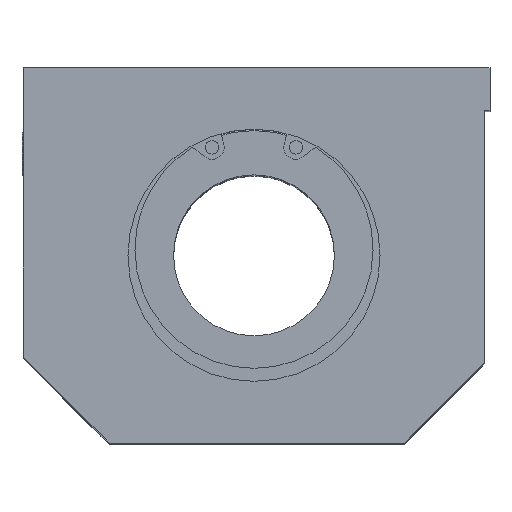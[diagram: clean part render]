
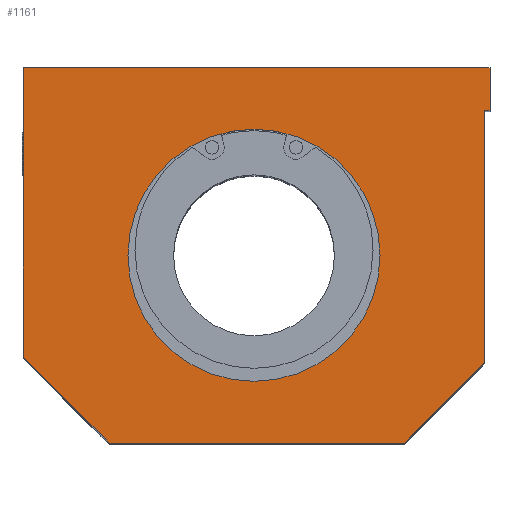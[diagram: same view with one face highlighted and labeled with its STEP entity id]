
A CAD part, top view. The second image highlights one B-rep face of the part: STEP entity #1161.
In plain terms, the highlighted planar face has unit normal (0, 0, 1).
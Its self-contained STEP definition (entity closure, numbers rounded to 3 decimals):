
#65=FACE_BOUND('',#447,.T.);
#104=PLANE('',#1361);
#119=LINE('',#1830,#203);
#124=LINE('',#1839,#208);
#156=LINE('',#2027,#240);
#161=LINE('',#2036,#245);
#166=LINE('',#2047,#250);
#168=LINE('',#2050,#252);
#175=LINE('',#2061,#259);
#176=LINE('',#2064,#260);
#203=VECTOR('',#1453,10.);
#208=VECTOR('',#1460,10.);
#240=VECTOR('',#1616,10.);
#245=VECTOR('',#1623,10.);
#250=VECTOR('',#1632,10.);
#252=VECTOR('',#1636,10.);
#259=VECTOR('',#1649,10.);
#260=VECTOR('',#1654,10.);
#358=FACE_OUTER_BOUND('',#446,.T.);
#446=EDGE_LOOP('',(#996,#997,#998,#999,#1000,#1001,#1002,#1003));
#447=EDGE_LOOP('',(#1004));
#502=CIRCLE('',#1314,23.5);
#554=VERTEX_POINT('',#1827);
#555=VERTEX_POINT('',#1829);
#558=VERTEX_POINT('',#1837);
#573=VERTEX_POINT('',#1930);
#605=VERTEX_POINT('',#2024);
#606=VERTEX_POINT('',#2026);
#609=VERTEX_POINT('',#2034);
#612=VERTEX_POINT('',#2044);
#613=VERTEX_POINT('',#2046);
#659=EDGE_CURVE('',#555,#554,#119,.T.);
#664=EDGE_CURVE('',#554,#558,#124,.T.);
#685=EDGE_CURVE('',#573,#573,#502,.T.);
#730=EDGE_CURVE('',#605,#606,#156,.T.);
#735=EDGE_CURVE('',#609,#605,#161,.T.);
#740=EDGE_CURVE('',#612,#613,#166,.T.);
#742=EDGE_CURVE('',#555,#612,#168,.T.);
#749=EDGE_CURVE('',#613,#609,#175,.T.);
#750=EDGE_CURVE('',#606,#558,#176,.T.);
#996=ORIENTED_EDGE('',*,*,#750,.F.);
#997=ORIENTED_EDGE('',*,*,#730,.F.);
#998=ORIENTED_EDGE('',*,*,#735,.F.);
#999=ORIENTED_EDGE('',*,*,#749,.F.);
#1000=ORIENTED_EDGE('',*,*,#740,.F.);
#1001=ORIENTED_EDGE('',*,*,#742,.F.);
#1002=ORIENTED_EDGE('',*,*,#659,.T.);
#1003=ORIENTED_EDGE('',*,*,#664,.T.);
#1004=ORIENTED_EDGE('',*,*,#685,.T.);
#1161=ADVANCED_FACE('',(#358,#65),#104,.T.);
#1314=AXIS2_PLACEMENT_3D('',#1931,#1515,#1516);
#1361=AXIS2_PLACEMENT_3D('',#2065,#1655,#1656);
#1453=DIRECTION('',(1.,0.,0.));
#1460=DIRECTION('',(0.,1.,0.));
#1515=DIRECTION('center_axis',(0.,0.,-1.));
#1516=DIRECTION('ref_axis',(1.,0.,0.));
#1616=DIRECTION('',(0.,1.,0.));
#1623=DIRECTION('',(-0.707,0.707,0.));
#1632=DIRECTION('',(-0.707,-0.707,0.));
#1636=DIRECTION('',(0.,-1.,0.));
#1649=DIRECTION('',(-1.,0.,0.));
#1654=DIRECTION('',(1.,0.,0.));
#1655=DIRECTION('center_axis',(0.,0.,1.));
#1656=DIRECTION('ref_axis',(1.,0.,0.));
#1827=CARTESIAN_POINT('',(44.,27.,76.));
#1829=CARTESIAN_POINT('',(43.,27.,76.));
#1830=CARTESIAN_POINT('',(43.,27.,76.));
#1837=CARTESIAN_POINT('',(44.,35.,76.));
#1839=CARTESIAN_POINT('',(44.,35.,76.));
#1930=CARTESIAN_POINT('',(-23.5,0.,76.));
#1931=CARTESIAN_POINT('Origin',(0.,0.,76.));
#2024=CARTESIAN_POINT('',(-43.,-19.,76.));
#2026=CARTESIAN_POINT('',(-43.,35.,76.));
#2027=CARTESIAN_POINT('',(-43.,-19.,76.));
#2034=CARTESIAN_POINT('',(-27.,-35.,76.));
#2036=CARTESIAN_POINT('',(-27.,-35.,76.));
#2044=CARTESIAN_POINT('',(43.,-20.,76.));
#2046=CARTESIAN_POINT('',(28.,-35.,76.));
#2047=CARTESIAN_POINT('',(43.,-20.,76.));
#2050=CARTESIAN_POINT('',(43.,35.,76.));
#2061=CARTESIAN_POINT('',(28.,-35.,76.));
#2064=CARTESIAN_POINT('',(43.,35.,76.));
#2065=CARTESIAN_POINT('Origin',(0.108,2.502,76.));
